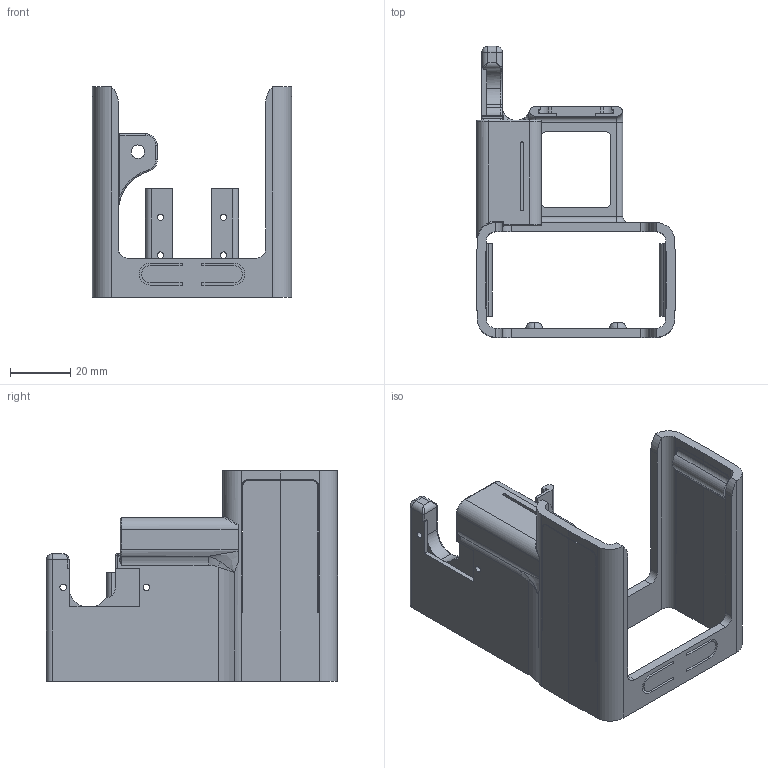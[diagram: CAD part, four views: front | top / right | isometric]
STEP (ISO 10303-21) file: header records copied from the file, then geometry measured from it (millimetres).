
FILE_DESCRIPTION (( 'STEP AP214' ), '1' );
FILE_NAME ('Main holder.STEP', '2025-06-26T01:01:41', ( '' ), ( '' ), 'SwSTEP 2.0', 'SolidWorks 2020', '' );
FILE_SCHEMA (( 'AUTOMOTIVE_DESIGN' ));
Length unit declared in the file: millimetre
Products named in the file (1): Main holder
Bounding box: 66.25 x 96.87 x 70 mm (x, y, z)
Volume: 57030 mm3; surface area: 30892.8 mm2
Topology: 1 solids, 1 shells, 310 faces, 858 edges, 529 vertices
Faces by surface type: cylinder 137, plane 118, torus 28, bspline 22, sphere 5
Entity records: 11072 total; most frequent: CARTESIAN_POINT 3237, ORIENTED_EDGE 1686, DIRECTION 1623, EDGE_CURVE 843, AXIS2_PLACEMENT_3D 581, VERTEX_POINT 529, LINE 461, VECTOR 461
